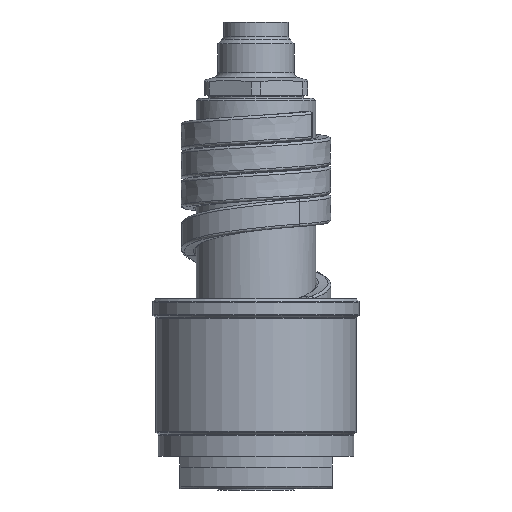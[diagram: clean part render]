
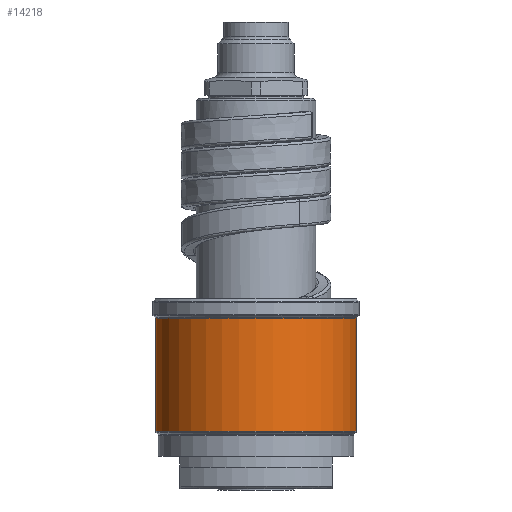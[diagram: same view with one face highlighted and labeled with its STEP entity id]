
A CAD part, front view. The second image highlights one B-rep face of the part: STEP entity #14218.
In plain terms, the highlighted cylindrical face has radius 18.5 mm (diameter 37 mm), a partial arc.
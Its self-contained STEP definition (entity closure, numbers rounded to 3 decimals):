
#5381=CARTESIAN_POINT('',(0.,0.,10.583));
#5382=DIRECTION('',(0.,0.,1.));
#5383=DIRECTION('',(-1.,0.,0.));
#5384=AXIS2_PLACEMENT_3D('',#5381,#5382,#5383);
#5386=DIRECTION('',(0.,0.,-1.));
#5387=VECTOR('',#5386,20.834);
#5388=CARTESIAN_POINT('',(-18.5,0.,31.417));
#5389=LINE('',#5388,#5387);
#5390=CARTESIAN_POINT('',(0.,0.,31.417));
#5391=DIRECTION('',(0.,0.,1.));
#5392=DIRECTION('',(-1.,0.,0.));
#5393=AXIS2_PLACEMENT_3D('',#5390,#5391,#5392);
#5395=DIRECTION('',(0.,0.,-1.));
#5396=VECTOR('',#5395,20.834);
#5397=CARTESIAN_POINT('',(18.5,0.,31.417));
#5398=LINE('',#5397,#5396);
#5735=CARTESIAN_POINT('',(18.5,0.,31.417));
#5736=CARTESIAN_POINT('',(-18.5,0.,31.417));
#5737=VERTEX_POINT('',#5735);
#5738=VERTEX_POINT('',#5736);
#5761=CARTESIAN_POINT('',(18.5,0.,10.583));
#5762=VERTEX_POINT('',#5761);
#5763=CARTESIAN_POINT('',(-18.5,0.,10.583));
#5764=VERTEX_POINT('',#5763);
#14206=CARTESIAN_POINT('',(0.,0.,8.75));
#14207=DIRECTION('',(0.,0.,1.));
#14208=DIRECTION('',(-1.,0.,0.));
#14209=AXIS2_PLACEMENT_3D('',#14206,#14207,#14208);
#14210=CYLINDRICAL_SURFACE('',#14209,18.5);
#14211=ORIENTED_EDGE('',*,*,#12201,.F.);
#14212=ORIENTED_EDGE('',*,*,#12182,.F.);
#14214=ORIENTED_EDGE('',*,*,#14213,.T.);
#14215=ORIENTED_EDGE('',*,*,#12178,.T.);
#14216=EDGE_LOOP('',(#14211,#14212,#14214,#14215));
#14217=FACE_OUTER_BOUND('',#14216,.F.);
#5385=CIRCLE('',#5384,18.5);
#5394=CIRCLE('',#5393,18.5);
#12178=EDGE_CURVE('',#5737,#5762,#5398,.T.);
#12182=EDGE_CURVE('',#5738,#5764,#5389,.T.);
#12201=EDGE_CURVE('',#5764,#5762,#5385,.T.);
#14213=EDGE_CURVE('',#5738,#5737,#5394,.T.);
#14218=ADVANCED_FACE('',(#14217),#14210,.T.);
